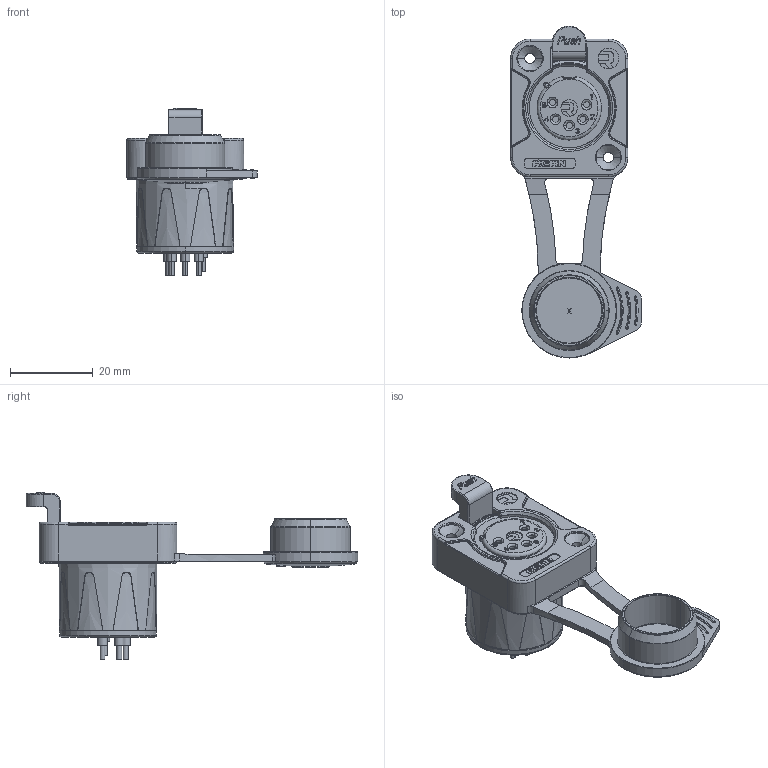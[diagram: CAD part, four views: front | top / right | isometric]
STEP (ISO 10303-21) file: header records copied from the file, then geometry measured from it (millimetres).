
FILE_DESCRIPTION((''),'2;1');
FILE_NAME('RRX5F-Z-012-0_ASM','2023-04-06T10:46:06',('xju'),(''),'CREO PARAMETRIC BY PTC INC, 2021184','CREO PARAMETRIC BY PTC INC, 2021184','');
FILE_SCHEMA(('CONFIG_CONTROL_DESIGN'));
Length unit declared in the file: millimetre
Products named in the file (1): RRX5F-Z-012-0_ASM
Bounding box: 31.7 x 80.45 x 40.6 mm (x, y, z)
Volume: 18806.5 mm3; surface area: 9521.2 mm2
Topology: 1 solids, 8 shells, 1476 faces, 4060 edges, 2667 vertices
Faces by surface type: plane 838, cylinder 297, torus 140, extrusion 63, cone 62, bspline 53, sphere 23
Entity records: 52564 total; most frequent: CARTESIAN_POINT 14706, ORIENTED_EDGE 8114, DIRECTION 7789, EDGE_CURVE 4057, AXIS2_PLACEMENT_3D 2794, VERTEX_POINT 2667, VECTOR 2201, LINE 2138
